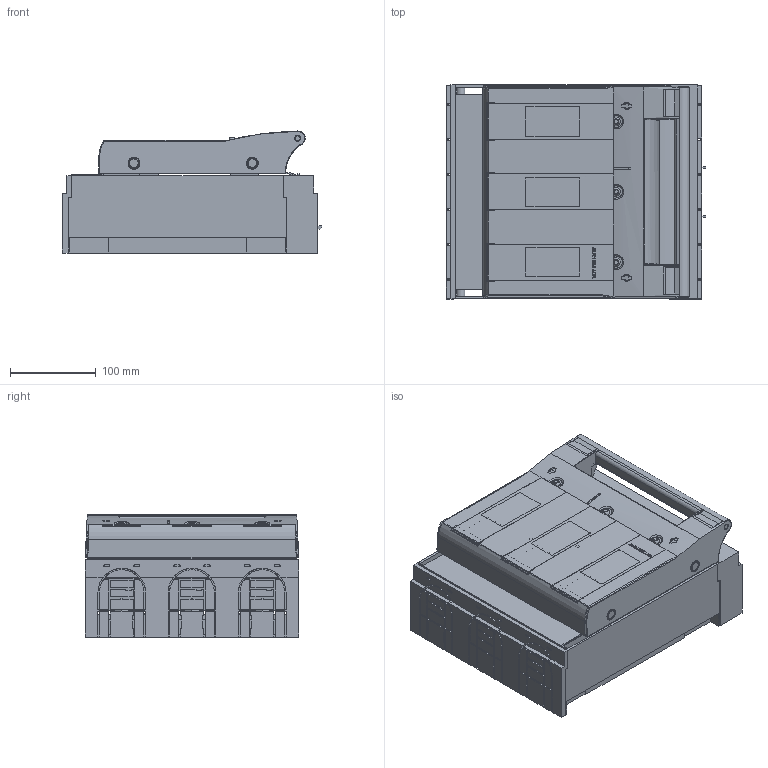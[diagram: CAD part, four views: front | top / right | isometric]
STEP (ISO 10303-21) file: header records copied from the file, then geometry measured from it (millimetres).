
FILE_DESCRIPTION(('CATIA V5 STEP'),'2;1');
FILE_NAME('T300113000_L_NH-Sicherungslasttrennschalter_KETO-3-3_F.stp','2016-02-17T13:56:52+00:00',('none'),('Jean Müller GmbH'),'CATIA Version 5 Release 19 SP 9 (IN-10)','CATIA V5 STEP AP214','none');
FILE_SCHEMA(('AUTOMOTIVE_DESIGN { 1 0 10303 214 1 1 1 1 }'));
Products named in the file (10): T300113000_L_NH-Sich-Lasttrennschalter KETO-3-3/F; 34206_L01_Frontplatte Gr3_3-polig; 34246_L_Schutzabdeckung oben Gr3_3-polig; 34247_L_Schutzabdeckung unten Gr3_3-polig; 34245_L01_Gehaeuse; 34208_L_Scheibe Gr.1; 65746_Sechskantschraube M10x25; 66903_Spannscheibe DIN6796 -10; 158641-01_L_Anschlusslasche Gr3-KETO; 34208_L01_Scheibe Gr1
Assembly tree (25 placements, depth 2):
  T300113000_L_NH-Sich-Lasttrennschalter KETO-3-3/F
    34206_L01_Frontplatte Gr3_3-polig
    34246_L_Schutzabdeckung oben Gr3_3-polig
    34247_L_Schutzabdeckung unten Gr3_3-polig
    34245_L01_Gehaeuse
    34208_L_Scheibe Gr.1  x2
    65746_Sechskantschraube M10x25  x6
    66903_Spannscheibe DIN6796 -10  x6
    158641-01_L_Anschlusslasche Gr3-KETO  x6
    34208_L01_Scheibe Gr1
Bounding box: 302.45 x 249.5 x 142.46 mm (x, y, z)
Volume: 3040590.4 mm3; surface area: 937909 mm2
Topology: 64 solids, 71 shells, 2299 faces, 6380 edges, 4240 vertices
Faces by surface type: plane 1675, cylinder 257, bspline 159, cone 105, extrusion 47, torus 34, sphere 22
Entity records: 70048 total; most frequent: CARTESIAN_POINT 23147, ORIENTED_EDGE 11346, DIRECTION 6638, EDGE_CURVE 5673, VECTOR 4231, LINE 4184, VERTEX_POINT 3792, EDGE_LOOP 2123
